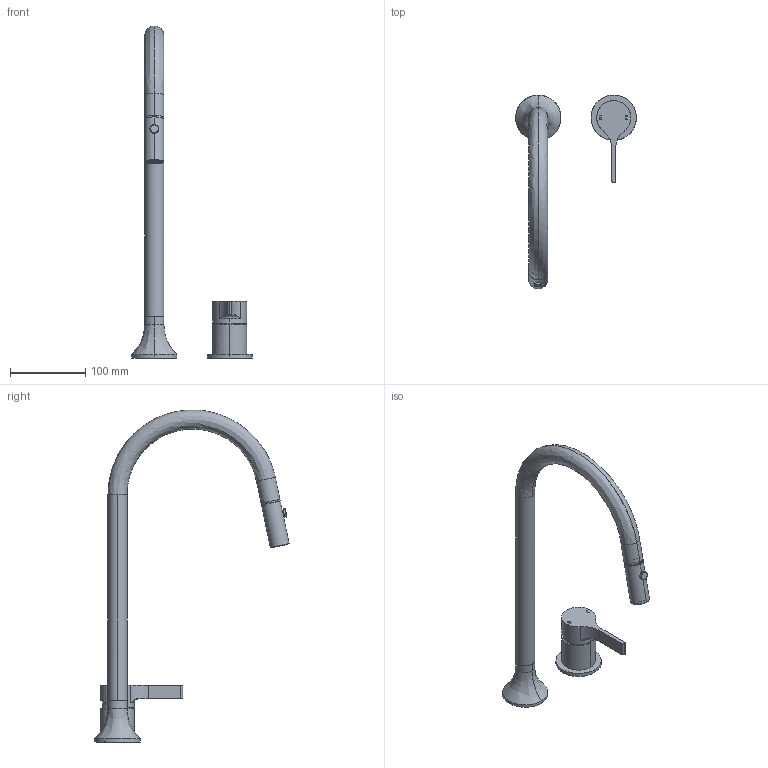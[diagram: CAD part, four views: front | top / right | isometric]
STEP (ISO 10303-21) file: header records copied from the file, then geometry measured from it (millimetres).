
FILE_DESCRIPTION(/* description */ (''),/* implementation_level */ '2;1');
FILE_NAME(/* name */ 'STEP - OSHMSPOS_30160,30161,30162,30163,30164,30165_ H AND C ORIENTATION TBC',/* time_stamp */ '2025-04-04T14:59:29+11:00',/* author */ (''),/* organization */ (''),/* preprocessor_version */ 'ST-DEVELOPER v16.5',/* originating_system */ 'Rhino 7.37',/* authorisation */ '');
FILE_SCHEMA (('AUTOMOTIVE_DESIGN'));
Length unit declared in the file: millimetre
Products named in the file (3): Document; MILLI_ORIA_OSHMSPOS_sink_hob_mixer_set_pull_out_spray_shell3; MILLI_ORIA_OSHMSPOS_sink_hob_mixer_set_pull_out_spray_shell2
Assembly tree (2 placements, depth 3):
  Document
    MILLI_ORIA_OSHMSPOS_sink_hob_mixer_set_pull_out_spray_shell3
      MILLI_ORIA_OSHMSPOS_sink_hob_mixer_set_pull_out_spray_shell2
Bounding box: 159.99 x 257.41 x 440.05 mm (x, y, z)
Volume: 254353.8 mm3; surface area: 149276.8 mm2
Topology: 13 solids, 13 shells, 960 faces, 2404 edges, 1585 vertices
Faces by surface type: plane 636, cylinder 242, bspline 82
Entity records: 29701 total; most frequent: CARTESIAN_POINT 13084, ORIENTED_EDGE 4808, EDGE_CURVE 2404, B_SPLINE_CURVE_WITH_KNOTS 1740, VERTEX_POINT 1585, EDGE_LOOP 1125, ADVANCED_FACE 960, FACE_OUTER_BOUND 960
